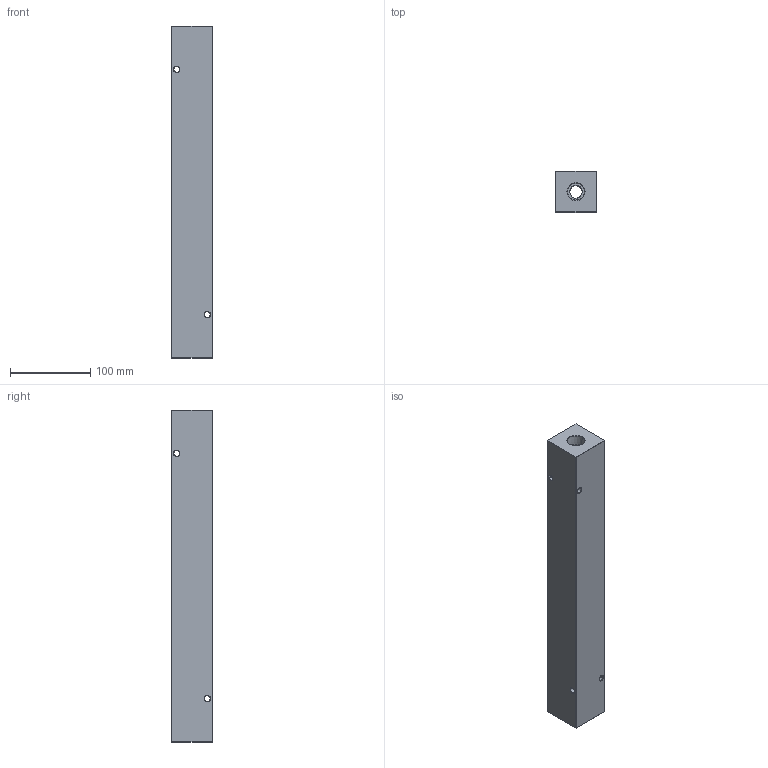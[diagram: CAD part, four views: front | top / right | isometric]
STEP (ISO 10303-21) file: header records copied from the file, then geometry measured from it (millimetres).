
FILE_DESCRIPTION (( 'STEP AP203' ), '1' );
FILE_NAME ('HM-8-0-P-8-8.STEP', '2020-11-17T16:36:52', ( '' ), ( '' ), 'SwSTEP 2.0', 'SolidWorks 2019', '' );
FILE_SCHEMA (( 'CONFIG_CONTROL_DESIGN' ));
Length unit declared in the file: inch
Products named in the file (1): HM-8-0-P-8-8
Bounding box: 50.8 x 50.8 x 412.75 mm (x, y, z)
Volume: 923309.9 mm3; surface area: 118922.5 mm2
Topology: 1 solids, 1 shells, 531 faces, 1385 edges, 902 vertices
Faces by surface type: plane 247, bspline 210, cone 40, cylinder 34
Entity records: 27278 total; most frequent: CARTESIAN_POINT 15573, ORIENTED_EDGE 2770, DIRECTION 1681, EDGE_CURVE 1385, VERTEX_POINT 902, VECTOR 797, LINE 797, EDGE_LOOP 607
